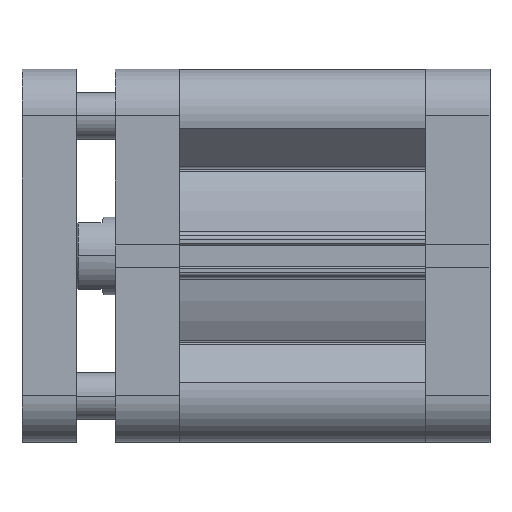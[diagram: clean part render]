
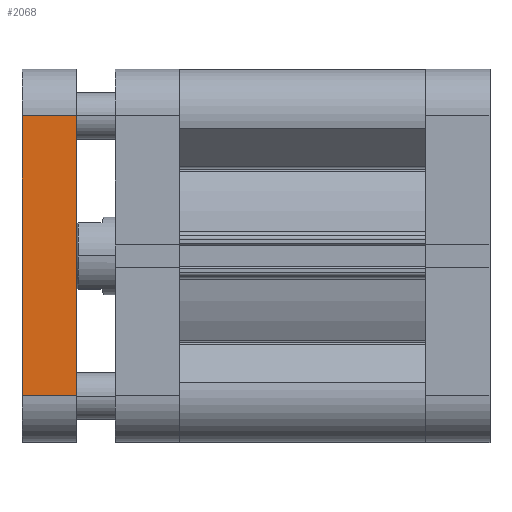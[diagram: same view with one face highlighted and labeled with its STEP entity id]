
A CAD part, top view. The second image highlights one B-rep face of the part: STEP entity #2068.
In plain terms, the highlighted face is planar.
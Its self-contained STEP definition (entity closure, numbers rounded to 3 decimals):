
#944 = VERTEX_POINT ( 'NONE', #2678 ) ;
#1029 = VERTEX_POINT ( 'NONE', #2752 ) ;
#1064 = VERTEX_POINT ( 'NONE', #2787 ) ;
#1070 = VERTEX_POINT ( 'NONE', #2793 ) ;
#2068 = ADVANCED_FACE ( 'NONE', ( #5216 ), #3513, .F. ) ;
#2678 = CARTESIAN_POINT ( 'NONE',  ( 7., -36., -48. ) ) ;
#2752 = CARTESIAN_POINT ( 'NONE',  ( 21., -36., -48. ) ) ;
#2787 = CARTESIAN_POINT ( 'NONE',  ( 21., 36., -48. ) ) ;
#2793 = CARTESIAN_POINT ( 'NONE',  ( 7., 36., -48. ) ) ;
#3513 = PLANE ( 'NONE',  #4355 ) ;
#3516 = CARTESIAN_POINT ( 'NONE',  ( -60.882, 0., -48. ) ) ;
#3522 = DIRECTION ( 'NONE',  ( 0., 0., 1. ) ) ;
#3523 = DIRECTION ( 'NONE',  ( 1., 0., 0. ) ) ;
#4355 = AXIS2_PLACEMENT_3D ( 'NONE', #3516, #3522, #3523 ) ;
#5216 = FACE_OUTER_BOUND ( 'NONE', #10294, .T. ) ;
#8016 = VECTOR ( 'NONE', #9367, 1000. ) ;
#8018 = LINE ( 'NONE', #9366, #8016 ) ;
#8044 = LINE ( 'NONE', #9407, #8045 ) ;
#8045 = VECTOR ( 'NONE', #9408, 1000. ) ;
#8049 = VECTOR ( 'NONE', #9433, 1000. ) ;
#8050 = LINE ( 'NONE', #9409, #8052 ) ;
#8052 = VECTOR ( 'NONE', #9419, 1000. ) ;
#8053 = LINE ( 'NONE', #9432, #8049 ) ;
#9366 = CARTESIAN_POINT ( 'NONE',  ( 7., 0., -48. ) ) ;
#9367 = DIRECTION ( 'NONE',  ( 0., 1., 0. ) ) ;
#9407 = CARTESIAN_POINT ( 'NONE',  ( 21., 0., -48. ) ) ;
#9408 = DIRECTION ( 'NONE',  ( 0., -1., 0. ) ) ;
#9409 = CARTESIAN_POINT ( 'NONE',  ( 7., -36., -48. ) ) ;
#9419 = DIRECTION ( 'NONE',  ( -1., 0., 0. ) ) ;
#9432 = CARTESIAN_POINT ( 'NONE',  ( -60.882, 36., -48. ) ) ;
#9433 = DIRECTION ( 'NONE',  ( 1., 0., 0. ) ) ;
#10294 = EDGE_LOOP ( 'NONE', ( #10977, #10975, #10974, #10973 ) ) ;
#10973 = ORIENTED_EDGE ( 'NONE', *, *, #11317, .T. ) ;
#10974 = ORIENTED_EDGE ( 'NONE', *, *, #11292, .T. ) ;
#10975 = ORIENTED_EDGE ( 'NONE', *, *, #11311, .T. ) ;
#10977 = ORIENTED_EDGE ( 'NONE', *, *, #11306, .T. ) ;
#11292 = EDGE_CURVE ( 'NONE', #944, #1070, #8018, .T. ) ;
#11306 = EDGE_CURVE ( 'NONE', #1064, #1029, #8044, .T. ) ;
#11311 = EDGE_CURVE ( 'NONE', #1029, #944, #8050, .T. ) ;
#11317 = EDGE_CURVE ( 'NONE', #1070, #1064, #8053, .T. ) ;
